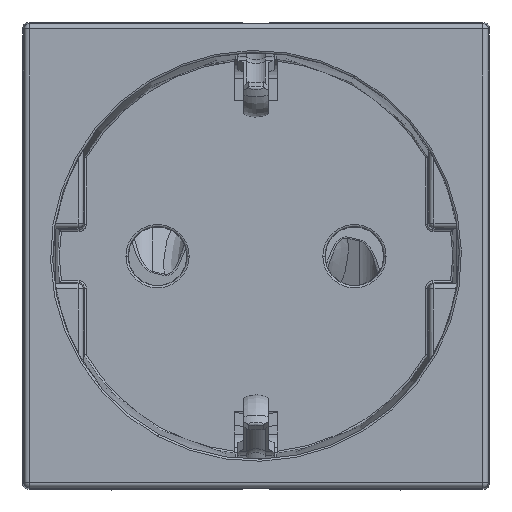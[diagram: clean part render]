
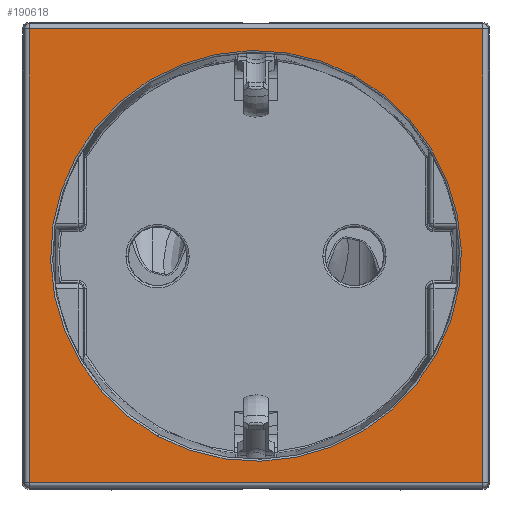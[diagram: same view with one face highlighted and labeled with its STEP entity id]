
A CAD part, top view. The second image highlights one B-rep face of the part: STEP entity #190618.
In plain terms, the highlighted planar face has unit normal (0, 0, 1).
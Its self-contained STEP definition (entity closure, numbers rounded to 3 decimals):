
#190592=AXIS2_PLACEMENT_3D('Plane Axis2P3D',#190589,#190590,#190591) ;
#190602=AXIS2_PLACEMENT_3D('Circle Axis2P3D',#190600,#190601,$) ;
#190611=AXIS2_PLACEMENT_3D('Circle Axis2P3D',#190609,#190610,$) ;
#188464=CARTESIAN_POINT('Vertex',(21.899,-21.899,9.9)) ;
#188567=CARTESIAN_POINT('Vertex',(-21.899,-21.899,9.9)) ;
#188590=CARTESIAN_POINT('Vertex',(-21.899,21.899,9.9)) ;
#188624=CARTESIAN_POINT('Vertex',(21.899,21.899,9.9)) ;
#189570=CARTESIAN_POINT('Line Origine',(21.899,0.,9.9)) ;
#189587=CARTESIAN_POINT('Line Origine',(0.,-21.899,9.9)) ;
#189609=CARTESIAN_POINT('Line Origine',(-21.899,0.,9.9)) ;
#189626=CARTESIAN_POINT('Line Origine',(0.283,21.899,9.9)) ;
#190589=CARTESIAN_POINT('Axis2P3D Location',(0.,0.,9.9)) ;
#190600=CARTESIAN_POINT('Axis2P3D Location',(0.,0.,9.9)) ;
#190604=CARTESIAN_POINT('Vertex',(9.502,17.393,9.9)) ;
#190606=CARTESIAN_POINT('Vertex',(-9.502,-17.393,9.9)) ;
#190609=CARTESIAN_POINT('Axis2P3D Location',(0.,0.,9.9)) ;
#189571=DIRECTION('Vector Direction',(0.,1.,0.)) ;
#189588=DIRECTION('Vector Direction',(1.,0.,0.)) ;
#189610=DIRECTION('Vector Direction',(0.,-1.,0.)) ;
#189627=DIRECTION('Vector Direction',(-1.,0.,0.)) ;
#190590=DIRECTION('Axis2P3D Direction',(0.,0.,1.)) ;
#190591=DIRECTION('Axis2P3D XDirection',(1.,0.,0.)) ;
#190601=DIRECTION('Axis2P3D Direction',(0.,0.,1.)) ;
#190610=DIRECTION('Axis2P3D Direction',(0.,0.,1.)) ;
#189572=VECTOR('Line Direction',#189571,1.) ;
#189589=VECTOR('Line Direction',#189588,1.) ;
#189611=VECTOR('Line Direction',#189610,1.) ;
#189628=VECTOR('Line Direction',#189627,1.) ;
#190595=ORIENTED_EDGE('',*,*,#189630,.T.) ;
#190596=ORIENTED_EDGE('',*,*,#189613,.T.) ;
#190597=ORIENTED_EDGE('',*,*,#189591,.T.) ;
#190598=ORIENTED_EDGE('',*,*,#189574,.T.) ;
#190615=ORIENTED_EDGE('',*,*,#190608,.T.) ;
#190616=ORIENTED_EDGE('',*,*,#190613,.T.) ;
#190617=FACE_BOUND('',#190614,.T.) ;
#190618=ADVANCED_FACE('ED03854_A.1\\Corps principal',(#190599,#190617),#190593,.T.) ;
#190603=CIRCLE('generated circle',#190602,19.819) ;
#190612=CIRCLE('generated circle',#190611,19.819) ;
#189574=EDGE_CURVE('',#188465,#188625,#189573,.T.) ;
#189591=EDGE_CURVE('',#188568,#188465,#189590,.T.) ;
#189613=EDGE_CURVE('',#188591,#188568,#189612,.T.) ;
#189630=EDGE_CURVE('',#188625,#188591,#189629,.T.) ;
#190608=EDGE_CURVE('',#190605,#190607,#190603,.F.) ;
#190613=EDGE_CURVE('',#190607,#190605,#190612,.F.) ;
#190594=EDGE_LOOP('',(#190595,#190596,#190597,#190598)) ;
#190614=EDGE_LOOP('',(#190615,#190616)) ;
#190599=FACE_OUTER_BOUND('',#190594,.T.) ;
#189573=LINE('Line',#189570,#189572) ;
#189590=LINE('Line',#189587,#189589) ;
#189612=LINE('Line',#189609,#189611) ;
#189629=LINE('Line',#189626,#189628) ;
#190593=PLANE('',#190592) ;
#188465=VERTEX_POINT('',#188464) ;
#188568=VERTEX_POINT('',#188567) ;
#188591=VERTEX_POINT('',#188590) ;
#188625=VERTEX_POINT('',#188624) ;
#190605=VERTEX_POINT('',#190604) ;
#190607=VERTEX_POINT('',#190606) ;
